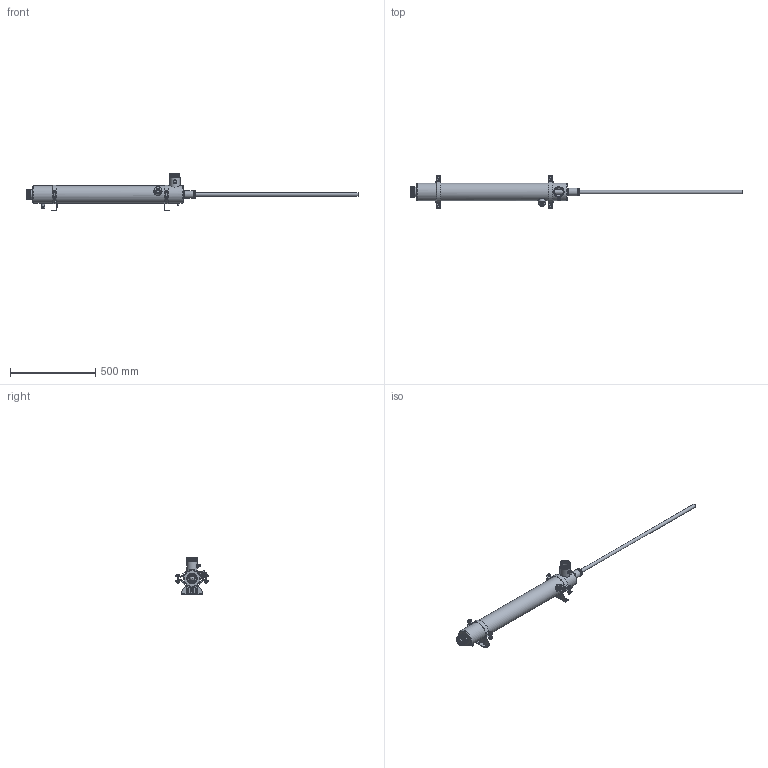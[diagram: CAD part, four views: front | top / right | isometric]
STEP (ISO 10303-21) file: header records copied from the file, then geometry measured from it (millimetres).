
FILE_DESCRIPTION(/* description */ ('STEP AP242','CAx-IF Rec.Pracs.---Representation and Presentation of Product Manufacturing Information (PMI)---4.0---2014-10-13','CAx-IF Rec.Pracs.---3D Tessellated Geometry---0.4---2014-09-14','2;1','CAx-IF Rec.Pracs.---User Defined Attributes---1.5---2016-08-15'),/* implementation_level */ '2;1');
FILE_NAME(/* name */ '691a8fcacb85619cd6ddd9cb',/* time_stamp */ '2025-11-17T03:00:31Z',/* author */ (''),/* organization */ (''),/* preprocessor_version */ 'ST-DEVELOPER v20',/* originating_system */ 'ONSHAPE BY PTC INC, 1.206',/* authorisation */ ' ');
FILE_SCHEMA (('AP242_MANAGED_MODEL_BASED_3D_ENGINEERING_MIM_LF { 1 0 10303 442 1 1 4 }'));
Products named in the file (48): BSP Reactor; CIS090028-4-2B; Orings <1>; O-ring -215 (26.57 x 3.53); Quartz Thimble; Hex nut grade A & B M5x0.8; 1/4" Plug <2>; Plug; O-ring -109 (7.59 x 2.62); Pin; Wire; Filament; Ceramic; Ring; Glass; 1/4" Plug <1>; Service Space; Plain washer normal grade A M5; Sealing Nut; Brackets <2>; 4" Bracket Assembly <1>; Plain washer normal grade A M8; Spring Washer; id151; id156; Hex head bolt grade B M8x1.25 x 50; Hex nut grade C M8x1.25; Upper Bracket; Teflon Cushion; Brackets <1>; 1" Viewport <1>; 1" Boss; Viewport Stack <1>; Polycarbonate Window; Bush Brass; Pyrex Window
Assembly tree (70 placements, depth 5):
  BSP Reactor
    CIS090028-4-2B
    Orings <1>
      O-ring -215 (26.57 x 3.53)
    Quartz Thimble
    Hex nut grade A & B M5x0.8
    1/4" Plug <2>
      Plug
      Orings <1>
        O-ring -109 (7.59 x 2.62)
    Pin
    Wire
    Wire
    Filament
    Pin
    Filament
    Pin
    Ceramic
    Ring
    Glass
    Pin
    Ceramic
    Ring
    1/4" Plug <1>
      Orings <1>
        O-ring -109 (7.59 x 2.62)
      Plug
    Service Space
    Plain washer normal grade A M5
    Sealing Nut
    Brackets <2>
      4" Bracket Assembly <1>
        Plain washer normal grade A M8  x4
        Spring Washer  x2
        id151
        id156
        Hex head bolt grade B M8x1.25 x 50  x2
        Hex nut grade C M8x1.25  x2
        Upper Bracket
    Teflon Cushion
    Brackets <1>
      4" Bracket Assembly <1>
        Hex head bolt grade B M8x1.25 x 50  x2
        Spring Washer  x2
        Plain washer normal grade A M8  x4
        Hex nut grade C M8x1.25  x2
        Upper Bracket
        id151
        id156
    1" Viewport <1>
      Orings <1>
        O-ring -215 (26.57 x 3.53)
      1" Boss
      Viewport Stack <1>
        Polycarbonate Window
        Orings <1>
          O-ring -109 (7.59 x 2.62)
        Bush Brass
        Pyrex Window
Bounding box: 1942 x 196.68 x 219.4 mm (x, y, z)
Volume: 1403028.8 mm3; surface area: 1083336.2 mm2
Topology: 57 solids, 57 shells, 2814 faces, 7174 edges, 4609 vertices
Faces by surface type: bspline 997, plane 996, cylinder 528, torus 159, cone 104, sphere 30
Full cylindrical faces by diameter (mm): 1 x4, 1.5 x2, 2.3 x4, 2.5 x3, 4.134 x1, 4.55 x1, 4.6 x1, 4.7 x1, 5 x1, 6.647 x4, 7.4 x8, 7.5 x1, 7.9 x1, 8 x5, 8.3 x4, 8.4 x1, 10 x9, 10.996 x2, 12 x2, 12.3 x4, 15.2 x1, 16 x8, 17 x2, 19.2 x5, 20 x1, 23.2 x4, 25 x3, 28 x2, 28.8 x1, 28.9 x1
Entity records: 93175 total; most frequent: CARTESIAN_POINT 42930, ORIENTED_EDGE 12044, DIRECTION 6829, EDGE_CURVE 6022, VERTEX_POINT 4010, B_SPLINE_CURVE_WITH_KNOTS 3344, AXIS2_PLACEMENT_3D 2730, FACE_BOUND 2698
